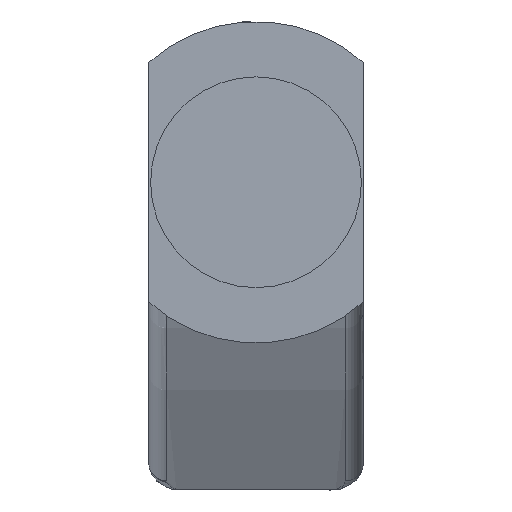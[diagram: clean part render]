
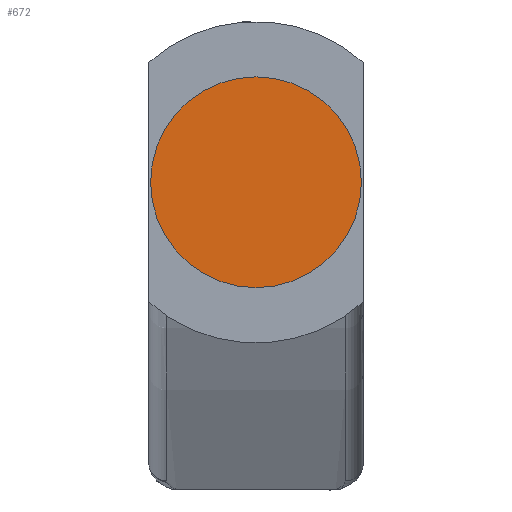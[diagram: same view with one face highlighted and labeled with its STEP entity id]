
A CAD part, front view. The second image highlights one B-rep face of the part: STEP entity #672.
In plain terms, the highlighted planar face has unit normal (0, -1, 0).
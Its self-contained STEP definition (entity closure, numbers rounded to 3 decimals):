
#55=PLANE('',#764);
#95=CIRCLE('',#765,5.9);
#133=FACE_OUTER_BOUND('',#175,.T.);
#175=EDGE_LOOP('',(#603));
#314=VERTEX_POINT('',#1456);
#414=EDGE_CURVE('',#314,#314,#95,.T.);
#603=ORIENTED_EDGE('',*,*,#414,.F.);
#672=ADVANCED_FACE('',(#133),#55,.T.);
#764=AXIS2_PLACEMENT_3D('',#1455,#946,#947);
#765=AXIS2_PLACEMENT_3D('',#1457,#948,#949);
#946=DIRECTION('center_axis',(0.,-1.,0.));
#947=DIRECTION('ref_axis',(0.,0.,-1.));
#948=DIRECTION('center_axis',(0.,1.,0.));
#949=DIRECTION('ref_axis',(1.,0.,0.));
#1455=CARTESIAN_POINT('Origin',(0.,2.5,5.9));
#1456=CARTESIAN_POINT('',(0.,2.5,-5.9));
#1457=CARTESIAN_POINT('Origin',(0.,2.5,0.));
